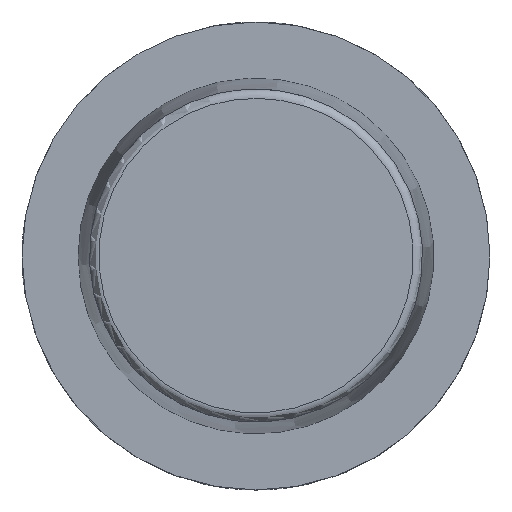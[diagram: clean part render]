
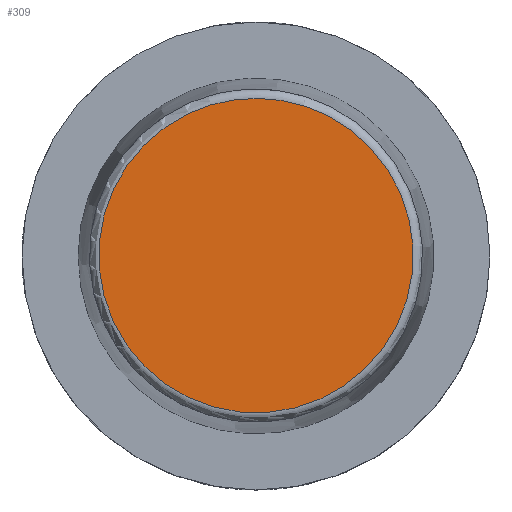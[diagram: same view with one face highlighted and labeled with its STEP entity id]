
A CAD part, top view. The second image highlights one B-rep face of the part: STEP entity #309.
In plain terms, the highlighted planar face has unit normal (0, 0, 1).
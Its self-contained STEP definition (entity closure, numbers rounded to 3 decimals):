
#150=FACE_OUTER_BOUND('',#458,.T.);
#309=ADVANCED_FACE('',(#150),#336,.F.);
#336=PLANE('',#1162);
#458=EDGE_LOOP('',(#701));
#701=ORIENTED_EDGE('',*,*,#967,.F.);
#833=VERTEX_POINT('',#2042);
#967=EDGE_CURVE('',#833,#833,#1022,.T.);
#1022=CIRCLE('',#1161,33.599);
#1161=AXIS2_PLACEMENT_3D('',#2041,#1439,#1440);
#1162=AXIS2_PLACEMENT_3D('',#2043,#1441,#1442);
#1439=DIRECTION('',(0.,0.,-1.));
#1440=DIRECTION('',(1.,0.,0.));
#1441=DIRECTION('',(0.,0.,-1.));
#1442=DIRECTION('',(1.,0.,0.));
#2041=CARTESIAN_POINT('',(0.,0.,50.));
#2042=CARTESIAN_POINT('',(-14.42,30.347,50.));
#2043=CARTESIAN_POINT('',(0.,0.,50.));
